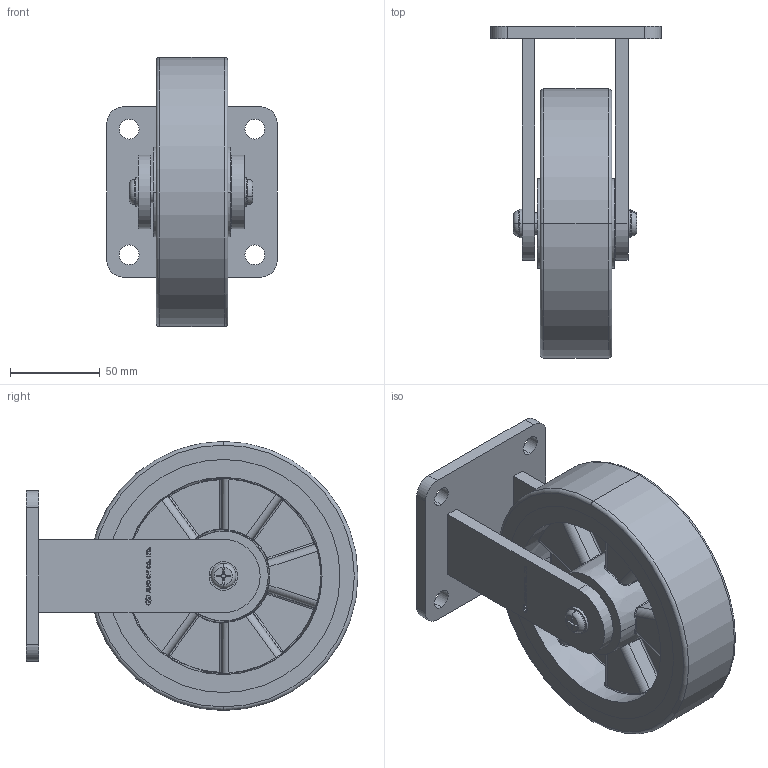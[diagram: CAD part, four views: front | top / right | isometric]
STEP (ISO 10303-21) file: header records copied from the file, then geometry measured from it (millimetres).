
FILE_DESCRIPTION (( 'STEP AP203' ), '1' );
FILE_NAME ('ACMU-150RF.STEP', '2015-09-11T04:41:00', ( 'WON SINCHUL' ), ( 'Hewlett-Packard Company' ), 'SwSTEP 2.0', 'SolidWorks 2015', '' );
FILE_SCHEMA (( 'CONFIG_CONTROL_DESIGN' ));
Length unit declared in the file: millimetre
Products named in the file (1): ACMU-150RF
Bounding box: 95 x 185 x 150 mm (x, y, z)
Volume: 586852.2 mm3; surface area: 167484 mm2
Topology: 10 solids, 10 shells, 1348 faces, 3523 edges, 2281 vertices
Faces by surface type: bspline 564, plane 529, cylinder 133, torus 66, cone 32, sphere 24
Entity records: 58133 total; most frequent: CARTESIAN_POINT 29305, ORIENTED_EDGE 7042, DIRECTION 4164, EDGE_CURVE 3521, VERTEX_POINT 2281, B_SPLINE_CURVE_WITH_KNOTS 1486, EDGE_LOOP 1458, AXIS2_PLACEMENT_3D 1395
